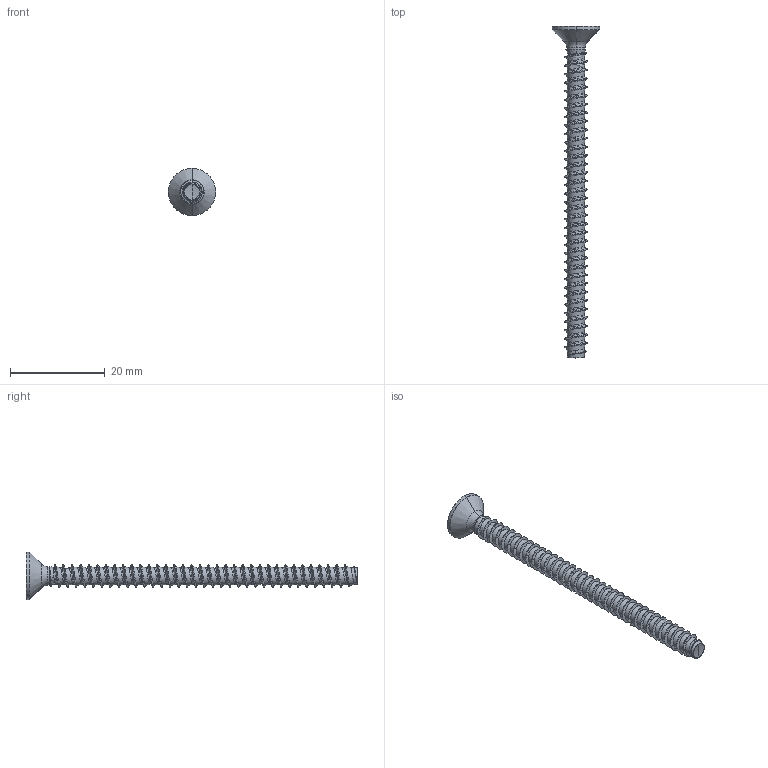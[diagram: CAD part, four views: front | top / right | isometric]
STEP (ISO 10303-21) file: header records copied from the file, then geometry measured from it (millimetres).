
FILE_DESCRIPTION (( 'STEP AP203' ), '1' );
FILE_NAME ('STP410500700.STEP', '2017-08-16T14:09:47', ( '' ), ( '' ), 'SwSTEP 2.0', 'SolidWorks 2015', '' );
FILE_SCHEMA (( 'CONFIG_CONTROL_DESIGN' ));
Length unit declared in the file: millimetre
Products named in the file (1): STP410500700
Bounding box: 10 x 70 x 10 mm (x, y, z)
Volume: 924 mm3; surface area: 1466.1 mm2
Topology: 1 solids, 1 shells, 154 faces, 408 edges, 256 vertices
Faces by surface type: cylinder 97, bspline 35, cone 12, torus 6, sphere 2, plane 2
Entity records: 61523 total; most frequent: CARTESIAN_POINT 58273, ORIENTED_EDGE 812, DIRECTION 473, EDGE_CURVE 406, VERTEX_POINT 256, AXIS2_PLACEMENT_3D 180, B_SPLINE_CURVE_WITH_KNOTS 161, EDGE_LOOP 156
